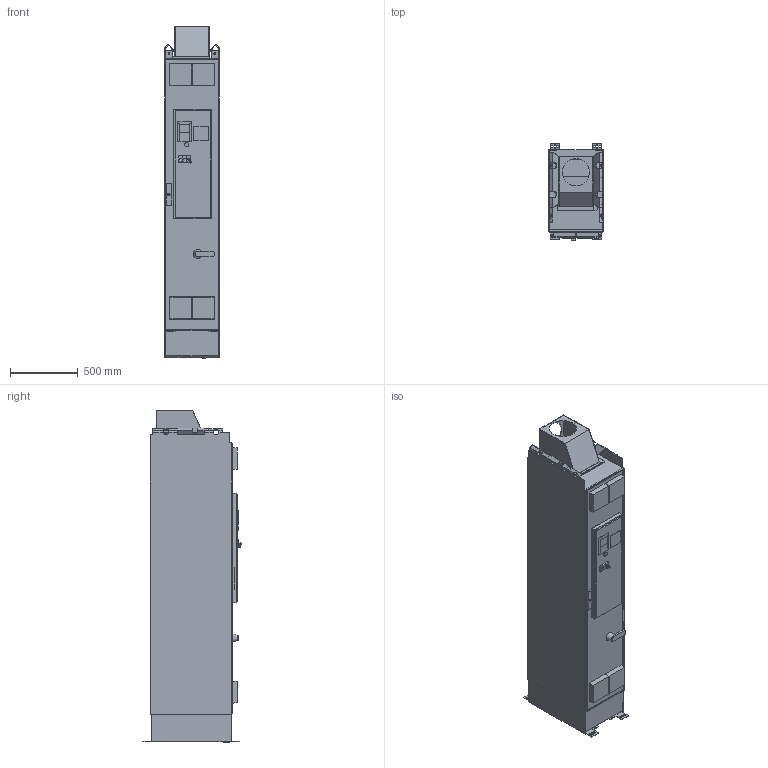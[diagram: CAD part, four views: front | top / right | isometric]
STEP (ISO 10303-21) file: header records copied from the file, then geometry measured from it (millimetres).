
FILE_DESCRIPTION(/* description */ (''),/* implementation_level */ '2;1');
FILE_NAME(/* name */ '181K5211.stp',/* time_stamp */ '2026-02-19T08:17:51+02:00',/* author */ (''),/* organization */ (''),/* preprocessor_version */ 'ST-DEVELOPER v20',/* originating_system */ 'SIEMENS PLM Software NX2312.3002',/* authorisation */ '');
FILE_SCHEMA (('AUTOMOTIVE_DESIGN { 1 0 10303 214 3 1 1 1 }'));
Products named in the file (5): 181K4919; 181K4914; 181K4901; 181K4920; 181K5211
Assembly tree (4 placements, depth 2):
  181K5211
    181K4920
    181K4901
    181K4914
    181K4919
Bounding box: 400 x 721.52 x 2441.18 mm (x, y, z)
Volume: 223242271.4 mm3; surface area: 14866086 mm2
Topology: 4 solids, 18 shells, 1483 faces, 4159 edges, 2753 vertices
Faces by surface type: plane 1148, cylinder 214, cone 48, extrusion 41, bspline 20, torus 12
Full cylindrical faces by diameter (mm): 3 x1, 6.5 x2, 10 x18, 10.5 x5, 12.2 x1, 13 x3, 15.5 x12, 19.788 x1, 22 x1, 25.6 x6, 27.15 x2, 28.5 x1, 29 x3, 29.5 x2, 30.2 x1, 32 x4, 49 x6, 65 x4, 165 x2, 200 x2
Entity records: 60906 total; most frequent: CARTESIAN_POINT 19152, ORIENTED_EDGE 7812, DIRECTION 7098, EDGE_CURVE 3906, VECTOR 3270, LINE 3229, VERTEX_POINT 2663, AXIS2_PLACEMENT_3D 1914
